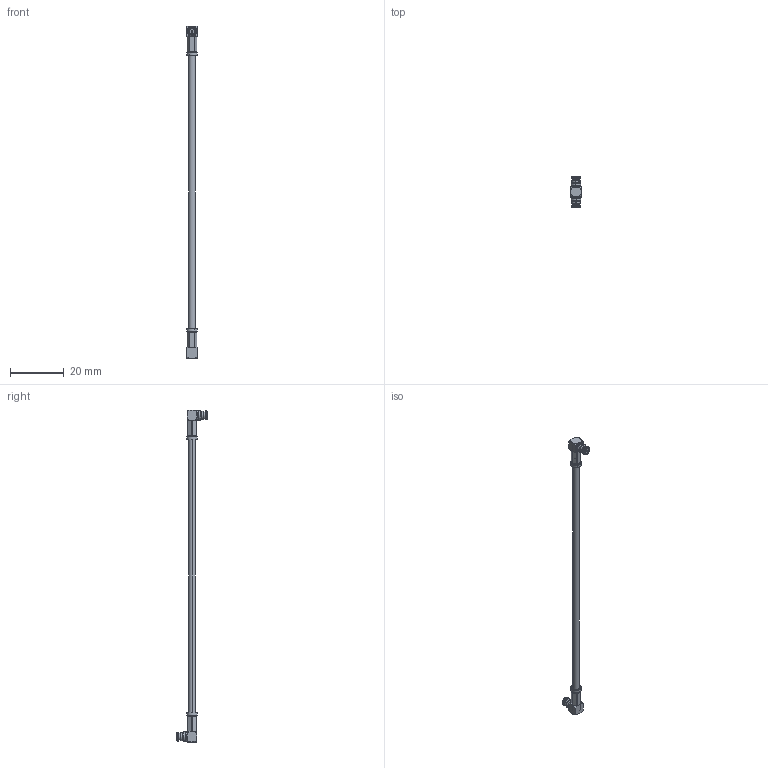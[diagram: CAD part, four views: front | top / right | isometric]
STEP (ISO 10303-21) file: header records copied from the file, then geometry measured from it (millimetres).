
FILE_DESCRIPTION (( 'STEP AP203' ), '1' );
FILE_NAME ('PE3C3584-PH180.step', '2020-09-09T16:35:18', ( '' ), ( '' ), 'SwSTEP 2.0', 'SolidWorks 2018', '' );
FILE_SCHEMA (( 'CONFIG_CONTROL_DESIGN' ));
Length unit declared in the file: inch
Products named in the file (4): PE3C3584-PH180; PE45128^PE3C3584-PH180_Crimped; RG316-U^PE3C3584-PH180_RG316U; Copy of PE45128 ｦ FMCO1055^PE3C3584-PH180_Crimped
Assembly tree (3 placements, depth 2):
  PE3C3584-PH180
    RG316-U^PE3C3584-PH180_RG316U
    PE45128^PE3C3584-PH180_Crimped
    Copy of PE45128 ｦ FMCO1055^PE3C3584-PH180_Crimped
Bounding box: 3.99 x 11.48 x 123.58 mm (x, y, z)
Volume: 780.3 mm3; surface area: 1747.4 mm2
Topology: 9 solids, 9 shells, 290 faces, 746 edges, 488 vertices
Faces by surface type: cylinder 124, plane 106, cone 40, torus 12, bspline 8
Entity records: 12748 total; most frequent: CARTESIAN_POINT 5498, ORIENTED_EDGE 1492, DIRECTION 1334, EDGE_CURVE 746, AXIS2_PLACEMENT_3D 520, VERTEX_POINT 488, EDGE_LOOP 312, LINE 294
